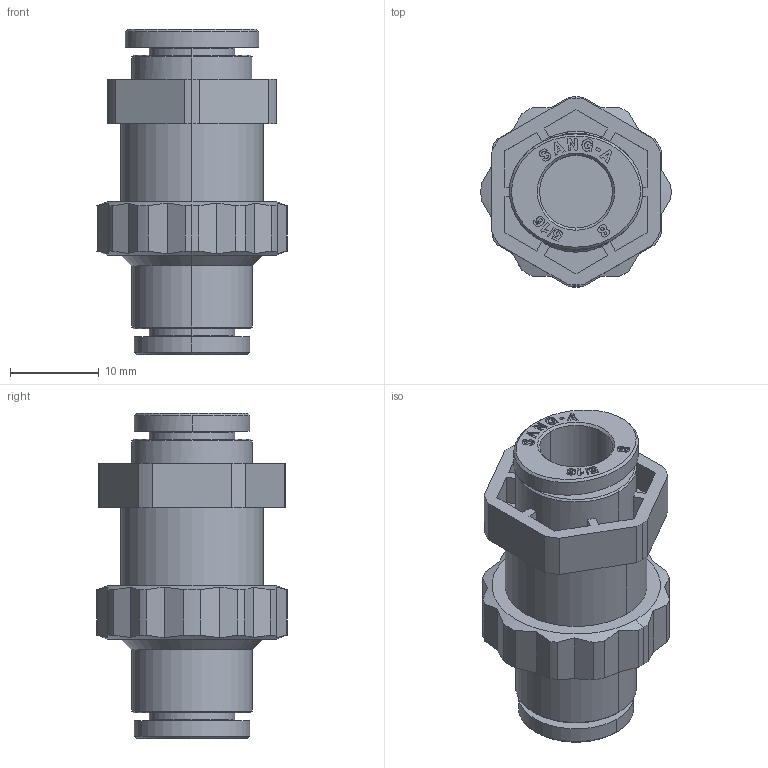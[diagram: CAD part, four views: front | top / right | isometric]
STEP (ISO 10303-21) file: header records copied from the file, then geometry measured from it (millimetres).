
FILE_DESCRIPTION((''),'2;1');
FILE_NAME('GPPM_08(3D).stp','2012-12-26T18:27:55',(''),(''),'Mechanical Desktop.R8.0.24.0','Mechanical Desktop.R8.0.24.0',', , ');
FILE_SCHEMA(('CONFIG_CONTROL_DESIGN'));
Length unit declared in the file: millimetre
Products named in the file (2): GPPM_08(3D); ºÎÇ°1
Assembly tree (1 placements, depth 2):
  GPPM_08(3D)
    ºÎÇ°1
Bounding box: 21.39 x 21.4 x 36.6 mm (x, y, z)
Volume: 5532.8 mm3; surface area: 4242.2 mm2
Topology: 1 solids, 1 shells, 869 faces, 2456 edges, 1631 vertices
Faces by surface type: plane 738, cylinder 56, bspline 55, cone 20
Entity records: 28767 total; most frequent: CARTESIAN_POINT 6240, ORIENTED_EDGE 4912, DIRECTION 4286, EDGE_CURVE 2456, VECTOR 2152, LINE 2152, VERTEX_POINT 1631, AXIS2_PLACEMENT_3D 1067
